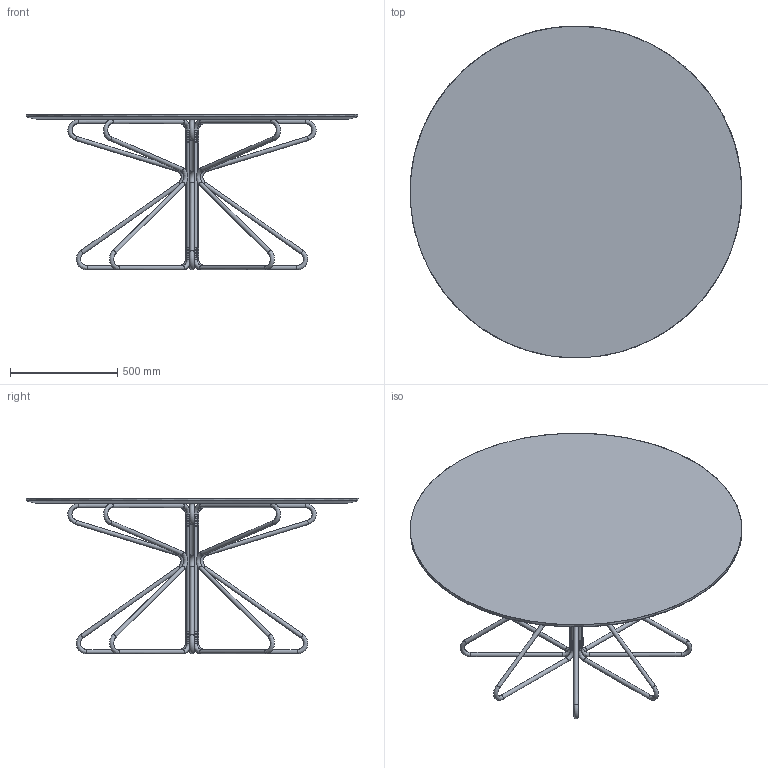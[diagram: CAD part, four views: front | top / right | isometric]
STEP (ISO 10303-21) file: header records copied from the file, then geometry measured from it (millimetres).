
FILE_DESCRIPTION(/* description */ (''),/* implementation_level */ '2;1');
FILE_NAME(/* name */ 'Geometric_CB-464_3D',/* time_stamp */ '2024-04-20T16:59:47+02:00',/* author */ (''),/* organization */ (''),/* preprocessor_version */ 'ST-DEVELOPER v16.5',/* originating_system */ 'Rhino 7.34',/* authorisation */ '');
FILE_SCHEMA (('AUTOMOTIVE_DESIGN'));
Length unit declared in the file: centimetre
Products named in the file (2): Document; Geometric_CB-464
Assembly tree (1 placements, depth 2):
  Document
    Geometric_CB-464
Bounding box: 1549.69 x 1549.95 x 727.55 mm (x, y, z)
Surface area: 5379934.3 mm2 (no closed solid volume)
Topology: 0 solids, 120 shells, 120 faces, 356 edges, 238 vertices
Faces by surface type: bspline 77, cylinder 41, plane 2
Full cylindrical faces by diameter (mm): 20 x40, 1550 x1
Entity records: 33197 total; most frequent: CARTESIAN_POINT 31189, ORIENTED_EDGE 474, EDGE_CURVE 356, VERTEX_POINT 238, PRESENTATION_LAYER_ASSIGNMENT 120, SHELL_BASED_SURFACE_MODEL 120, OPEN_SHELL 120, ADVANCED_FACE 120
